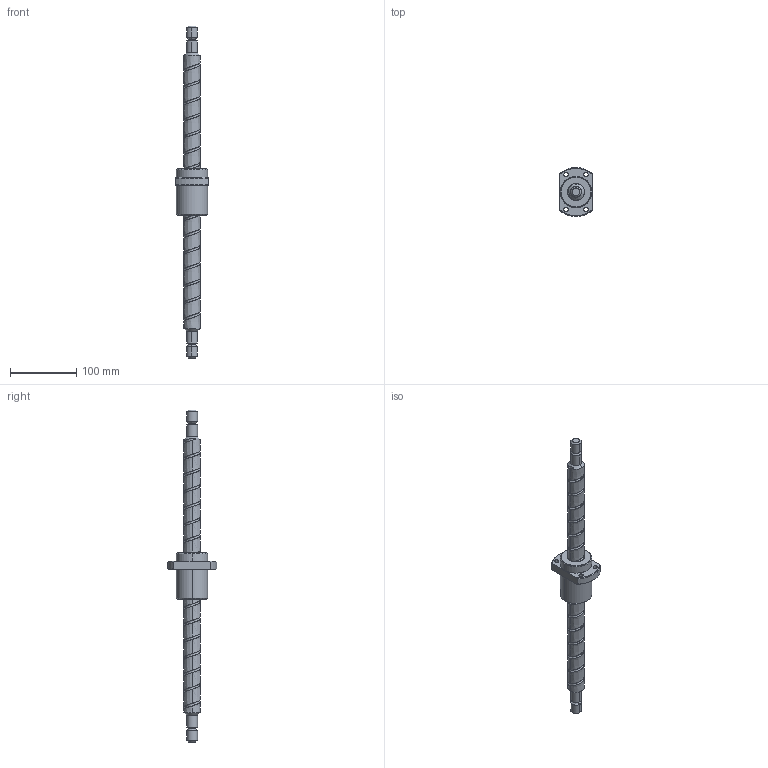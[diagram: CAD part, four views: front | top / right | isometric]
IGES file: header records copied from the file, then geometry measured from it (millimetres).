
Start section: SolidWorks IGES file using analytic representation for surfaces
Global section: file name: SFE2525-6.IGS; native system: SolidWorks 2019; preprocessor: SolidWorks 2019; author: Desenvolvimento1; date: 200629.175326; units: millimetre
Bounding box: 49 x 73.88 x 500 mm (x, y, z)
Surface area: 62949.6 mm2 (no closed solid volume)
Topology: 0 solids, 0 shells, 98 faces, 3983 edges, 3983 vertices
Faces by surface type: revolution 81, bspline 17
